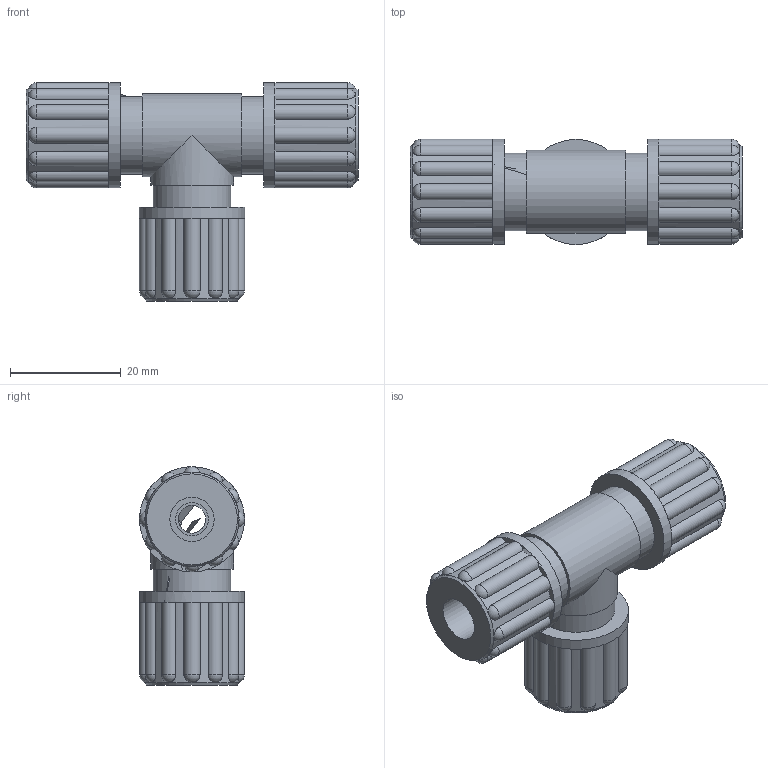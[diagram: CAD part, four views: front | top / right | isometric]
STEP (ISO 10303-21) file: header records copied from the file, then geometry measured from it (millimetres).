
FILE_DESCRIPTION(/* description */ (''),/* implementation_level */ '2;1');
FILE_NAME(/* name */ '1A300T43xx.stp',/* time_stamp */ '2018-01-03T15:50:13+01:00',/* author */ ('somue'),/* organization */ (''),/* preprocessor_version */ 'ST-DEVELOPER v17',/* originating_system */ 'Autodesk Inventor 2018',/* authorisation */ '');
FILE_SCHEMA (('CONFIG_CONTROL_DESIGN'));
Length unit declared in the file: millimetre
Products named in the file (1): 1A300T43xx
Bounding box: 60 x 19 x 39.5 mm (x, y, z)
Volume: 15688.8 mm3; surface area: 8387.5 mm2
Topology: 1 solids, 1 shells, 178 faces, 444 edges, 279 vertices
Faces by surface type: cylinder 88, plane 51, sphere 36, cone 3
Full cylindrical faces by diameter (mm): 5 x2, 6 x3, 8 x3, 14 x3, 15 x2, 19 x3
Entity records: 5950 total; most frequent: CARTESIAN_POINT 1550, DIRECTION 1009, ORIENTED_EDGE 888, AXIS2_PLACEMENT_3D 458, EDGE_CURVE 444, VERTEX_POINT 279, CIRCLE 273, EDGE_LOOP 193
